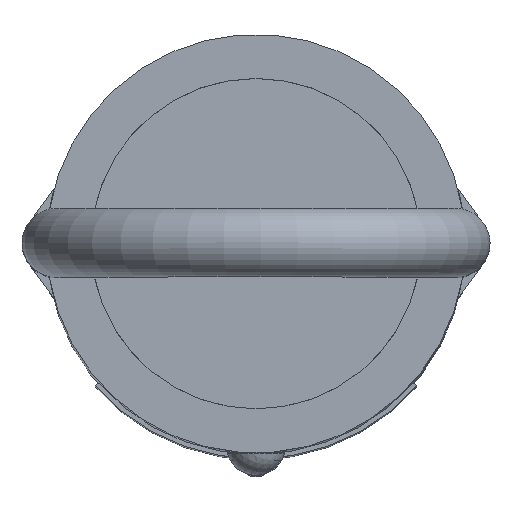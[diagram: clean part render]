
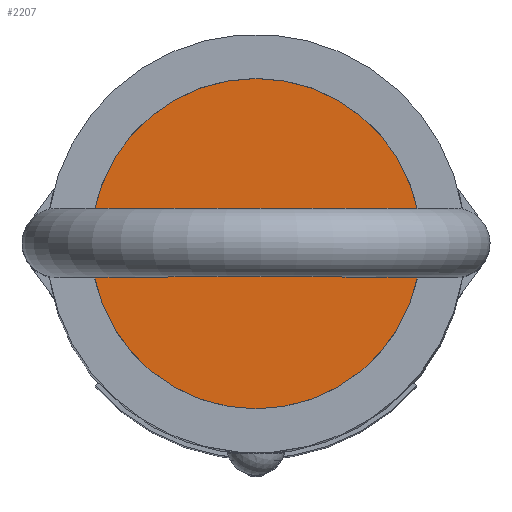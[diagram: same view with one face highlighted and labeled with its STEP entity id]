
A CAD part, top view. The second image highlights one B-rep face of the part: STEP entity #2207.
In plain terms, the highlighted planar face has unit normal (0, 0, 1).
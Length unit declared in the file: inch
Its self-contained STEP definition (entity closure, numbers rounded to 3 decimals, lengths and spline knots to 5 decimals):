
#531=FACE_OUTER_BOUND('',#699,.T.);
#699=EDGE_LOOP('',(#1739));
#887=CIRCLE('',#2452,0.75);
#1184=VERTEX_POINT('',#3766);
#1393=EDGE_CURVE('',#1184,#1184,#887,.T.);
#1739=ORIENTED_EDGE('',*,*,#1393,.F.);
#2114=PLANE('',#2454);
#2207=ADVANCED_FACE('',(#531),#2114,.F.);
#2452=AXIS2_PLACEMENT_3D('',#3767,#2899,#2900);
#2454=AXIS2_PLACEMENT_3D('',#3770,#2903,#2904);
#2899=DIRECTION('center_axis',(0.,0.,-1.));
#2900=DIRECTION('ref_axis',(-1.,0.,0.));
#2903=DIRECTION('center_axis',(0.,0.,-1.));
#2904=DIRECTION('ref_axis',(-1.,0.,0.));
#3766=CARTESIAN_POINT('',(0.75,0.,0.));
#3767=CARTESIAN_POINT('Origin',(0.,0.,0.));
#3770=CARTESIAN_POINT('Origin',(0.,0.,0.));
